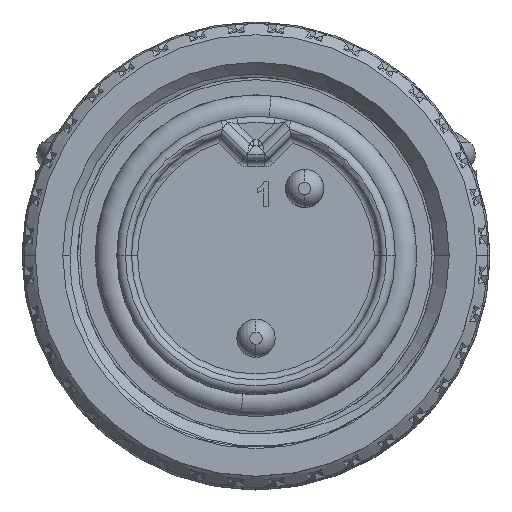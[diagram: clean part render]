
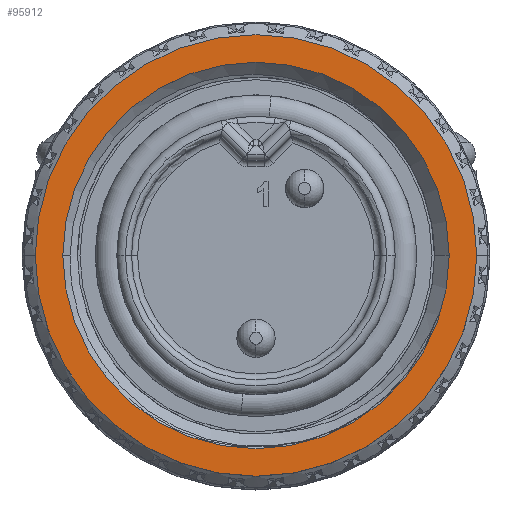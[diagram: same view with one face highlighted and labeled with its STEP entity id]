
A CAD part, top view. The second image highlights one B-rep face of the part: STEP entity #95912.
In plain terms, the highlighted planar face has unit normal (0, 0, 1).
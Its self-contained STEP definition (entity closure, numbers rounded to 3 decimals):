
#7003 = DIRECTION ( 'NONE',  ( 0., 0., 1. ) ) ;
#11921 = VERTEX_POINT ( 'NONE', #80559 ) ;
#21453 = DIRECTION ( 'NONE',  ( 0., 0., 1. ) ) ;
#23961 = CIRCLE ( 'NONE', #83676, 8.001 ) ;
#28426 = FACE_OUTER_BOUND ( 'NONE', #30520, .T. ) ;
#29544 = DIRECTION ( 'NONE',  ( -1., 0., 0. ) ) ;
#30256 = DIRECTION ( 'NONE',  ( -1., 0., 0. ) ) ;
#30520 = EDGE_LOOP ( 'NONE', ( #59200, #90565 ) ) ;
#34076 = DIRECTION ( 'NONE',  ( 0., 0., 1. ) ) ;
#37182 = AXIS2_PLACEMENT_3D ( 'NONE', #50087, #34076, #99341 ) ;
#37520 = PLANE ( 'NONE',  #95530 ) ;
#41261 = CARTESIAN_POINT ( 'NONE',  ( 0., 0., 52.883 ) ) ;
#45674 = CIRCLE ( 'NONE', #37182, 9.144 ) ;
#46273 = DIRECTION ( 'NONE',  ( 0., 0., 1. ) ) ;
#47865 = CARTESIAN_POINT ( 'NONE',  ( 0., 0., 52.883 ) ) ;
#48205 = AXIS2_PLACEMENT_3D ( 'NONE', #47865, #46273, #30256 ) ;
#48501 = CIRCLE ( 'NONE', #75838, 8.001 ) ;
#49699 = CARTESIAN_POINT ( 'NONE',  ( 8.001, 0., 52.883 ) ) ;
#49780 = DIRECTION ( 'NONE',  ( -1., 0., 0. ) ) ;
#49863 = ORIENTED_EDGE ( 'NONE', *, *, #103168, .F. ) ;
#50087 = CARTESIAN_POINT ( 'NONE',  ( 0., 0., 52.883 ) ) ;
#58589 = EDGE_LOOP ( 'NONE', ( #95870, #49863 ) ) ;
#59200 = ORIENTED_EDGE ( 'NONE', *, *, #84147, .T. ) ;
#59681 = VERTEX_POINT ( 'NONE', #89681 ) ;
#69036 = DIRECTION ( 'NONE',  ( -1., 0., 0. ) ) ;
#70158 = CARTESIAN_POINT ( 'NONE',  ( 0., 0., 52.883 ) ) ;
#70517 = EDGE_CURVE ( 'NONE', #79268, #72394, #48501, .T. ) ;
#72394 = VERTEX_POINT ( 'NONE', #49699 ) ;
#75838 = AXIS2_PLACEMENT_3D ( 'NONE', #70158, #77646, #29544 ) ;
#75936 = EDGE_CURVE ( 'NONE', #11921, #59681, #94373, .T. ) ;
#77646 = DIRECTION ( 'NONE',  ( 0., 0., 1. ) ) ;
#79268 = VERTEX_POINT ( 'NONE', #94679 ) ;
#80559 = CARTESIAN_POINT ( 'NONE',  ( 9.144, 0., 52.883 ) ) ;
#83676 = AXIS2_PLACEMENT_3D ( 'NONE', #41261, #7003, #49780 ) ;
#84147 = EDGE_CURVE ( 'NONE', #59681, #11921, #45674, .T. ) ;
#86120 = FACE_BOUND ( 'NONE', #58589, .T. ) ;
#89681 = CARTESIAN_POINT ( 'NONE',  ( -9.144, 0., 52.883 ) ) ;
#90565 = ORIENTED_EDGE ( 'NONE', *, *, #75936, .T. ) ;
#94373 = CIRCLE ( 'NONE', #48205, 9.144 ) ;
#94679 = CARTESIAN_POINT ( 'NONE',  ( -8.001, 0., 52.883 ) ) ;
#95530 = AXIS2_PLACEMENT_3D ( 'NONE', #102759, #21453, #69036 ) ;
#95870 = ORIENTED_EDGE ( 'NONE', *, *, #70517, .F. ) ;
#95912 = ADVANCED_FACE ( 'NONE', ( #28426, #86120 ), #37520, .T. ) ;
#99341 = DIRECTION ( 'NONE',  ( -1., 0., 0. ) ) ;
#102759 = CARTESIAN_POINT ( 'NONE',  ( 0., -8.001, 52.883 ) ) ;
#103168 = EDGE_CURVE ( 'NONE', #72394, #79268, #23961, .T. ) ;
